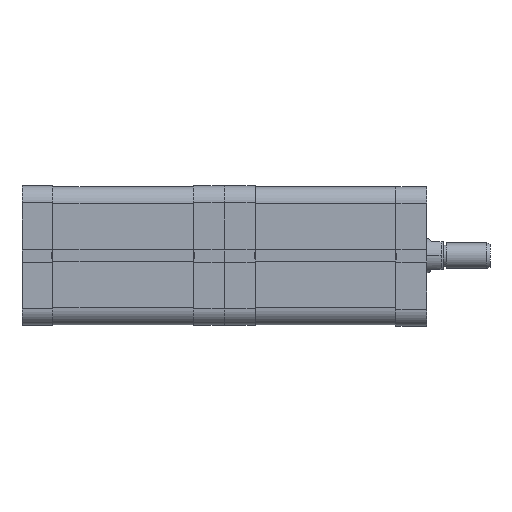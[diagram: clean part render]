
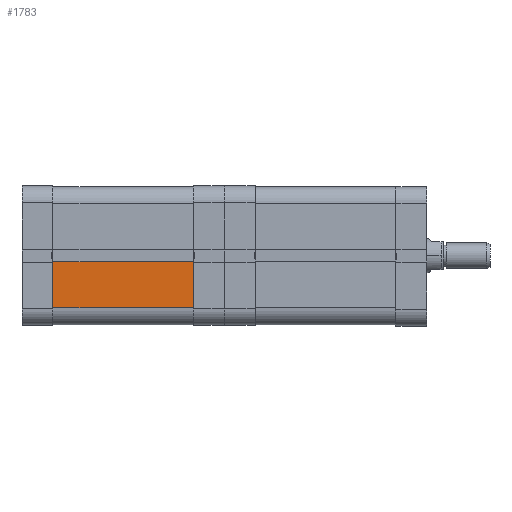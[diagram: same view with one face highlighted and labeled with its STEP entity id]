
A CAD part, front view. The second image highlights one B-rep face of the part: STEP entity #1783.
In plain terms, the highlighted planar face has unit normal (0, -1, 0).
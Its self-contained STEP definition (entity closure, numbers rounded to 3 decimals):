
#1783 = ADVANCED_FACE ( 'NONE', ( #7217 ), #4582, .F. ) ;
#4582 = PLANE ( 'NONE',  #26499 ) ;
#5247 = EDGE_LOOP ( 'NONE', ( #26140, #20299, #28155, #18983 ) ) ;
#5978 = DIRECTION ( 'NONE',  ( 0., 0., 1. ) ) ;
#7207 = LINE ( 'NONE', #31262, #16865 ) ;
#7217 = FACE_OUTER_BOUND ( 'NONE', #5247, .T. ) ;
#8311 = CARTESIAN_POINT ( 'NONE',  ( 66., -32.5, -2.8 ) ) ;
#8997 = EDGE_CURVE ( 'NONE', #25609, #24643, #22484, .T. ) ;
#9220 = DIRECTION ( 'NONE',  ( -1., 0., 0. ) ) ;
#11160 = EDGE_CURVE ( 'NONE', #25175, #28142, #32231, .T. ) ;
#13337 = CARTESIAN_POINT ( 'NONE',  ( 66., -32.5, -32.5 ) ) ;
#15366 = VECTOR ( 'NONE', #9220, 1000. ) ;
#16063 = VECTOR ( 'NONE', #21030, 1000. ) ;
#16512 = CARTESIAN_POINT ( 'NONE',  ( 66., -32.5, -24.5 ) ) ;
#16620 = DIRECTION ( 'NONE',  ( 0., 1., 0. ) ) ;
#16700 = EDGE_CURVE ( 'NONE', #24643, #25175, #7207, .T. ) ;
#16865 = VECTOR ( 'NONE', #25665, 1000. ) ;
#18983 = ORIENTED_EDGE ( 'NONE', *, *, #23375, .F. ) ;
#20299 = ORIENTED_EDGE ( 'NONE', *, *, #16700, .T. ) ;
#21030 = DIRECTION ( 'NONE',  ( 0., 0., -1. ) ) ;
#21158 = CARTESIAN_POINT ( 'NONE',  ( 66., -32.5, -32.5 ) ) ;
#22484 = LINE ( 'NONE', #33126, #15366 ) ;
#23359 = CARTESIAN_POINT ( 'NONE',  ( 0., -32.5, -24.5 ) ) ;
#23375 = EDGE_CURVE ( 'NONE', #25609, #28142, #32016, .T. ) ;
#24294 = CARTESIAN_POINT ( 'NONE',  ( 0., -32.5, -2.8 ) ) ;
#24643 = VERTEX_POINT ( 'NONE', #24294 ) ;
#25175 = VERTEX_POINT ( 'NONE', #23359 ) ;
#25609 = VERTEX_POINT ( 'NONE', #8311 ) ;
#25665 = DIRECTION ( 'NONE',  ( 0., 0., -1. ) ) ;
#26140 = ORIENTED_EDGE ( 'NONE', *, *, #8997, .T. ) ;
#26499 = AXIS2_PLACEMENT_3D ( 'NONE', #21158, #16620, #5978 ) ;
#28118 = CARTESIAN_POINT ( 'NONE',  ( 66., -32.5, -24.5 ) ) ;
#28142 = VERTEX_POINT ( 'NONE', #28118 ) ;
#28155 = ORIENTED_EDGE ( 'NONE', *, *, #11160, .T. ) ;
#31097 = VECTOR ( 'NONE', #32570, 1000. ) ;
#31262 = CARTESIAN_POINT ( 'NONE',  ( 0., -32.5, -32.5 ) ) ;
#32016 = LINE ( 'NONE', #13337, #16063 ) ;
#32231 = LINE ( 'NONE', #16512, #31097 ) ;
#32570 = DIRECTION ( 'NONE',  ( 1., 0., 0. ) ) ;
#33126 = CARTESIAN_POINT ( 'NONE',  ( 66.001, -32.5, -2.8 ) ) ;
